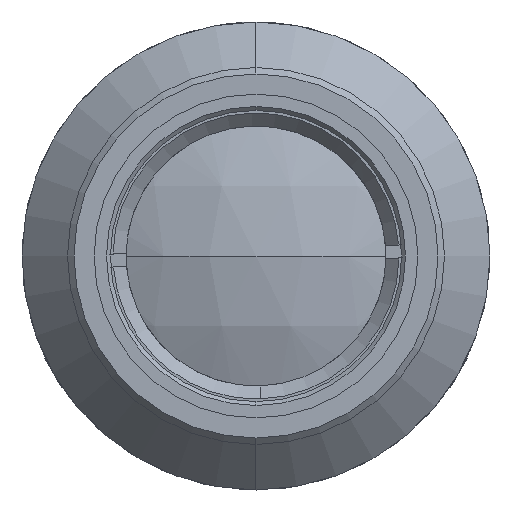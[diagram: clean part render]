
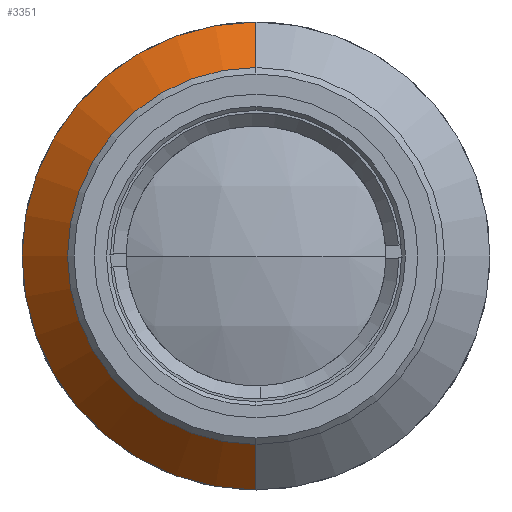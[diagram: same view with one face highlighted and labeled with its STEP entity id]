
A CAD part, left-side view. The second image highlights one B-rep face of the part: STEP entity #3351.
In plain terms, the highlighted conical face has half-angle 45 degrees and reference radius 18 mm.
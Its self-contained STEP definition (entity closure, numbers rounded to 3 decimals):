
#323 = VERTEX_POINT ( 'NONE', #1859 ) ;
#343 = LINE ( 'NONE', #4005, #3670 ) ;
#526 = CARTESIAN_POINT ( 'NONE',  ( 10., 0., 14.5 ) ) ;
#536 = ORIENTED_EDGE ( 'NONE', *, *, #2639, .F. ) ;
#596 = DIRECTION ( 'NONE',  ( 1., 0., 0. ) ) ;
#761 = DIRECTION ( 'NONE',  ( 0., 0., 1. ) ) ;
#786 = CIRCLE ( 'NONE', #2548, 18. ) ;
#790 = CARTESIAN_POINT ( 'NONE',  ( 13.5, 0., -18. ) ) ;
#911 = EDGE_CURVE ( 'NONE', #2320, #3911, #3894, .T. ) ;
#1013 = EDGE_LOOP ( 'NONE', ( #3913, #2962, #3453, #536 ) ) ;
#1122 = DIRECTION ( 'NONE',  ( -1., 0., 0. ) ) ;
#1512 = DIRECTION ( 'NONE',  ( -1., 0., 0. ) ) ;
#1531 = LINE ( 'NONE', #790, #2539 ) ;
#1593 = CARTESIAN_POINT ( 'NONE',  ( 10., 0., -14.5 ) ) ;
#1859 = CARTESIAN_POINT ( 'NONE',  ( 13.5, 0., 18. ) ) ;
#1939 = CARTESIAN_POINT ( 'NONE',  ( 13.5, 0., 0. ) ) ;
#2002 = AXIS2_PLACEMENT_3D ( 'NONE', #4388, #1122, #2576 ) ;
#2051 = DIRECTION ( 'NONE',  ( 0., 0., -1. ) ) ;
#2316 = AXIS2_PLACEMENT_3D ( 'NONE', #3459, #596, #2051 ) ;
#2320 = VERTEX_POINT ( 'NONE', #526 ) ;
#2401 = VERTEX_POINT ( 'NONE', #4629 ) ;
#2539 = VECTOR ( 'NONE', #2673, 1000. ) ;
#2548 = AXIS2_PLACEMENT_3D ( 'NONE', #1939, #1512, #761 ) ;
#2576 = DIRECTION ( 'NONE',  ( 0., 0., 1. ) ) ;
#2595 = EDGE_CURVE ( 'NONE', #2320, #323, #343, .T. ) ;
#2639 = EDGE_CURVE ( 'NONE', #3911, #2401, #1531, .T. ) ;
#2673 = DIRECTION ( 'NONE',  ( 0.707, 0., -0.707 ) ) ;
#2962 = ORIENTED_EDGE ( 'NONE', *, *, #2595, .T. ) ;
#3240 = EDGE_CURVE ( 'NONE', #323, #2401, #786, .T. ) ;
#3351 = ADVANCED_FACE ( 'NONE', ( #4246 ), #4064, .T. ) ;
#3453 = ORIENTED_EDGE ( 'NONE', *, *, #3240, .T. ) ;
#3459 = CARTESIAN_POINT ( 'NONE',  ( 13.5, 0., 0. ) ) ;
#3670 = VECTOR ( 'NONE', #4392, 1000. ) ;
#3894 = CIRCLE ( 'NONE', #2002, 14.5 ) ;
#3911 = VERTEX_POINT ( 'NONE', #1593 ) ;
#3913 = ORIENTED_EDGE ( 'NONE', *, *, #911, .F. ) ;
#4005 = CARTESIAN_POINT ( 'NONE',  ( 13.5, 0., 18. ) ) ;
#4064 = CONICAL_SURFACE ( 'NONE', #2316, 18., 0.785 ) ;
#4246 = FACE_OUTER_BOUND ( 'NONE', #1013, .T. ) ;
#4388 = CARTESIAN_POINT ( 'NONE',  ( 10., 0., 0. ) ) ;
#4392 = DIRECTION ( 'NONE',  ( 0.707, 0., 0.707 ) ) ;
#4629 = CARTESIAN_POINT ( 'NONE',  ( 13.5, 0., -18. ) ) ;
